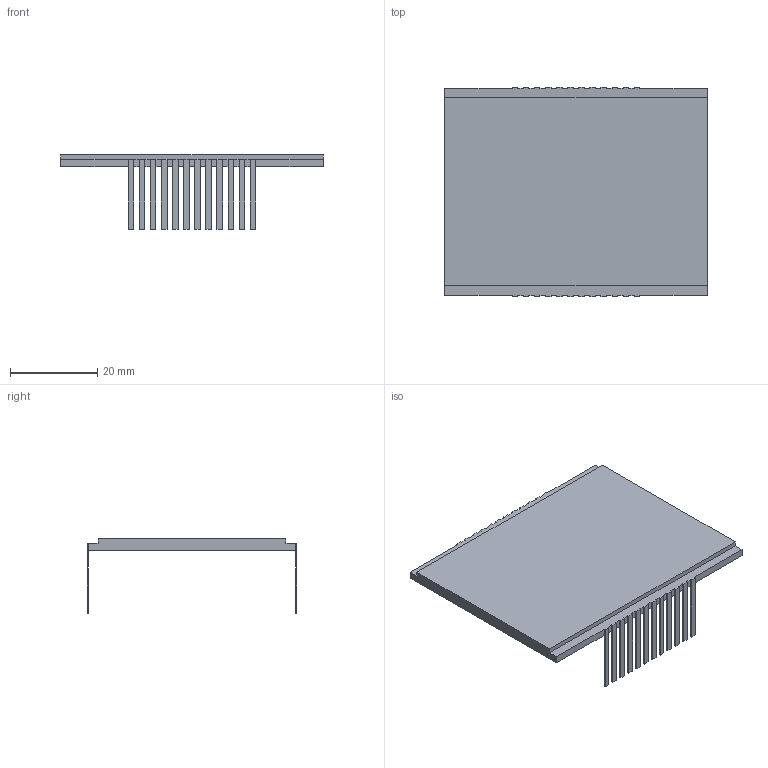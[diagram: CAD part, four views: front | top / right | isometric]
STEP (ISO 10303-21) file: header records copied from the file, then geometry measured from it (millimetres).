
FILE_DESCRIPTION(('STEP AP242'), '1');
FILE_NAME('3d LCD', '', ('UNSPECIFIED'), ('UNSPECIFIED'), 'ASCON STEP Converter 1.6', 'ASCON Math Kernel', '');
FILE_SCHEMA(('AP242_MANAGED_MODEL_BASED_3D_ENGINEERING_MIM_LF { 1 0 10303 442 1 1 4 }'));
Length unit declared in the file: millimetre
Bounding box: 60 x 48 x 17.1 mm (x, y, z)
Volume: 7819.1 mm3; surface area: 7400.2 mm2
Topology: 1 solids, 1 shells, 154 faces, 408 edges, 256 vertices
Faces by surface type: plane 154
Entity records: 5880 total; most frequent: CARTESIAN_POINT 819, ORIENTED_EDGE 816, DIRECTION 718, EDGE_CURVE 408, LINE 408, VECTOR 408, VERTEX_POINT 256, AXIS2_PLACEMENT_3D 155
